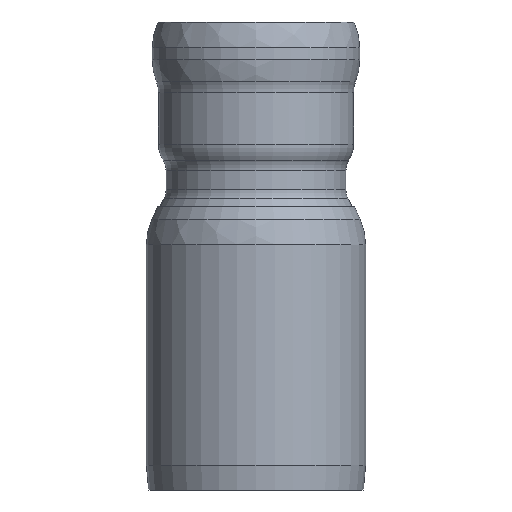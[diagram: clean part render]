
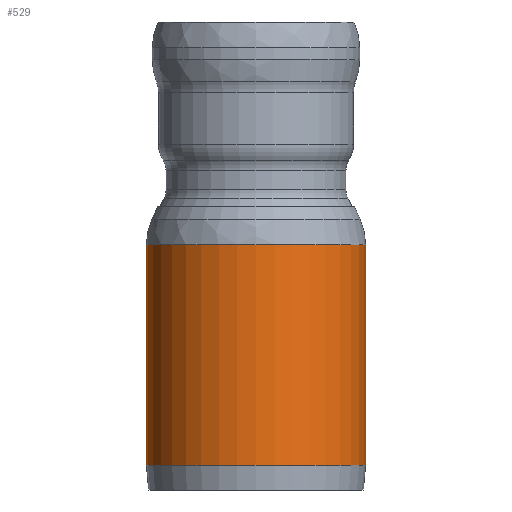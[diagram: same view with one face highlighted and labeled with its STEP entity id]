
A CAD part, front view. The second image highlights one B-rep face of the part: STEP entity #529.
In plain terms, the highlighted cylindrical face has radius 445 mm (diameter 890 mm), a full revolution.
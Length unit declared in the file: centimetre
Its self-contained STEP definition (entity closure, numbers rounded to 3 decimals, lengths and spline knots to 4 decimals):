
#45=LINE('',#1135,#59);
#59=VECTOR('',#818,44.5);
#67=CYLINDRICAL_SURFACE('',#622,44.5);
#107=FACE_OUTER_BOUND('',#143,.T.);
#143=EDGE_LOOP('',(#487,#488,#489,#490,#491));
#193=CIRCLE('',#601,44.5);
#205=CIRCLE('',#619,44.5);
#207=CIRCLE('',#621,44.5);
#245=VERTEX_POINT('',#1041);
#256=VERTEX_POINT('',#1129);
#257=VERTEX_POINT('',#1130);
#316=EDGE_CURVE('',#245,#245,#193,.T.);
#332=EDGE_CURVE('',#256,#257,#205,.T.);
#334=EDGE_CURVE('',#257,#256,#207,.T.);
#335=EDGE_CURVE('',#245,#257,#45,.T.);
#487=ORIENTED_EDGE('',*,*,#316,.F.);
#488=ORIENTED_EDGE('',*,*,#335,.T.);
#489=ORIENTED_EDGE('',*,*,#334,.T.);
#490=ORIENTED_EDGE('',*,*,#332,.T.);
#491=ORIENTED_EDGE('',*,*,#335,.F.);
#529=ADVANCED_FACE('',(#107),#67,.T.);
#601=AXIS2_PLACEMENT_3D('',#1043,#770,#771);
#619=AXIS2_PLACEMENT_3D('',#1131,#810,#811);
#621=AXIS2_PLACEMENT_3D('',#1133,#814,#815);
#622=AXIS2_PLACEMENT_3D('',#1134,#816,#817);
#770=DIRECTION('center_axis',(0.,0.,-1.));
#771=DIRECTION('ref_axis',(1.,0.,0.));
#810=DIRECTION('center_axis',(0.,0.,-1.));
#811=DIRECTION('ref_axis',(1.,0.,0.));
#814=DIRECTION('center_axis',(0.,0.,-1.));
#815=DIRECTION('ref_axis',(1.,0.,0.));
#816=DIRECTION('center_axis',(0.,0.,-1.));
#817=DIRECTION('ref_axis',(-1.,0.,0.));
#818=DIRECTION('',(0.,0.,1.));
#1041=CARTESIAN_POINT('',(868.0658,403.4331,-111.8885));
#1043=CARTESIAN_POINT('Origin',(823.5658,403.4331,-111.8885));
#1129=CARTESIAN_POINT('',(823.5658,358.9331,-22.2544));
#1130=CARTESIAN_POINT('',(868.0658,403.4331,-22.2544));
#1131=CARTESIAN_POINT('Origin',(823.5658,403.4331,-22.2544));
#1133=CARTESIAN_POINT('Origin',(823.5658,403.4331,-22.2544));
#1134=CARTESIAN_POINT('Origin',(823.5658,403.4331,-67.0715));
#1135=CARTESIAN_POINT('',(868.0658,403.4331,-67.0715));
